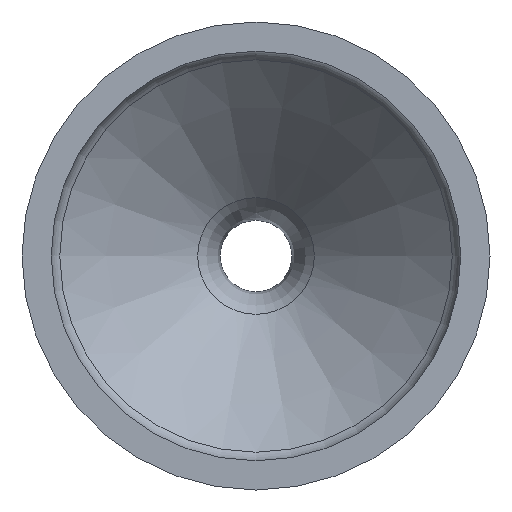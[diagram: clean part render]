
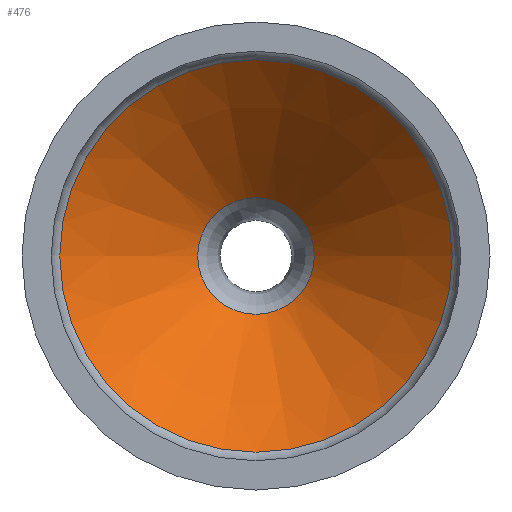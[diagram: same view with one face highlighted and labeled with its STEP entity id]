
A CAD part, left-side view. The second image highlights one B-rep face of the part: STEP entity #476.
In plain terms, the highlighted conical face has half-angle 45 degrees and reference radius 27.622 mm.
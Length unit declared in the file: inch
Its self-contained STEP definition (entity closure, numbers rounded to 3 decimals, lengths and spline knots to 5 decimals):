
#17=CONICAL_SURFACE('',#584,1.08748,0.785);
#26=LINE('',#922,#35);
#35=VECTOR('',#771,1.08748);
#78=FACE_OUTER_BOUND('',#109,.T.);
#109=EDGE_LOOP('',(#434,#435,#436,#437,#438,#439,#440,#441));
#154=CIRCLE('',#559,1.67678);
#158=CIRCLE('',#563,1.67678);
#159=CIRCLE('',#564,1.67678);
#169=CIRCLE('',#580,0.49817);
#170=CIRCLE('',#581,0.49817);
#171=CIRCLE('',#582,0.49817);
#209=VERTEX_POINT('',#876);
#210=VERTEX_POINT('',#877);
#213=VERTEX_POINT('',#884);
#223=VERTEX_POINT('',#914);
#224=VERTEX_POINT('',#915);
#225=VERTEX_POINT('',#917);
#275=EDGE_CURVE('',#209,#210,#154,.T.);
#279=EDGE_CURVE('',#210,#213,#158,.T.);
#280=EDGE_CURVE('',#213,#209,#159,.T.);
#293=EDGE_CURVE('',#223,#224,#169,.T.);
#294=EDGE_CURVE('',#225,#223,#170,.T.);
#295=EDGE_CURVE('',#224,#225,#171,.T.);
#297=EDGE_CURVE('',#225,#213,#26,.T.);
#434=ORIENTED_EDGE('',*,*,#293,.T.);
#435=ORIENTED_EDGE('',*,*,#295,.T.);
#436=ORIENTED_EDGE('',*,*,#297,.T.);
#437=ORIENTED_EDGE('',*,*,#279,.F.);
#438=ORIENTED_EDGE('',*,*,#275,.F.);
#439=ORIENTED_EDGE('',*,*,#280,.F.);
#440=ORIENTED_EDGE('',*,*,#297,.F.);
#441=ORIENTED_EDGE('',*,*,#294,.T.);
#476=ADVANCED_FACE('',(#78),#17,.F.);
#559=AXIS2_PLACEMENT_3D('',#878,#716,#717);
#563=AXIS2_PLACEMENT_3D('',#885,#724,#725);
#564=AXIS2_PLACEMENT_3D('',#886,#726,#727);
#580=AXIS2_PLACEMENT_3D('',#916,#761,#762);
#581=AXIS2_PLACEMENT_3D('',#918,#763,#764);
#582=AXIS2_PLACEMENT_3D('',#919,#765,#766);
#584=AXIS2_PLACEMENT_3D('',#921,#769,#770);
#716=DIRECTION('center_axis',(1.,0.,0.));
#717=DIRECTION('ref_axis',(0.,0.,-1.));
#724=DIRECTION('center_axis',(1.,0.,0.));
#725=DIRECTION('ref_axis',(0.,0.,-1.));
#726=DIRECTION('center_axis',(1.,0.,0.));
#727=DIRECTION('ref_axis',(0.,0.,-1.));
#761=DIRECTION('center_axis',(1.,0.,0.));
#762=DIRECTION('ref_axis',(0.,0.,-1.));
#763=DIRECTION('center_axis',(1.,0.,0.));
#764=DIRECTION('ref_axis',(0.,0.,-1.));
#765=DIRECTION('center_axis',(1.,0.,0.));
#766=DIRECTION('ref_axis',(0.,0.,-1.));
#769=DIRECTION('center_axis',(-1.,0.,0.));
#770=DIRECTION('ref_axis',(0.,1.,0.));
#771=DIRECTION('',(-0.707,-0.707,0.));
#876=CARTESIAN_POINT('',(-1.64889,1.67678,0.));
#877=CARTESIAN_POINT('',(-1.64889,0.,1.67678));
#878=CARTESIAN_POINT('Origin',(-1.64889,0.,0.));
#884=CARTESIAN_POINT('',(-1.64889,-1.67678,0.));
#885=CARTESIAN_POINT('Origin',(-1.64889,0.,0.));
#886=CARTESIAN_POINT('Origin',(-1.64889,0.,0.));
#914=CARTESIAN_POINT('',(-0.47029,0.49817,0.));
#915=CARTESIAN_POINT('',(-0.47029,0.,0.49817));
#916=CARTESIAN_POINT('Origin',(-0.47029,0.,0.));
#917=CARTESIAN_POINT('',(-0.47029,-0.49817,0.));
#918=CARTESIAN_POINT('Origin',(-0.47029,0.,0.));
#919=CARTESIAN_POINT('Origin',(-0.47029,0.,0.));
#921=CARTESIAN_POINT('Origin',(-1.05959,0.,0.));
#922=CARTESIAN_POINT('',(-1.05959,-1.08748,0.));
